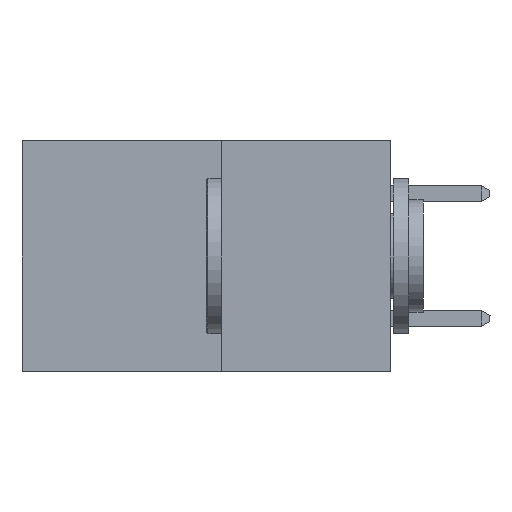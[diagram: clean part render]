
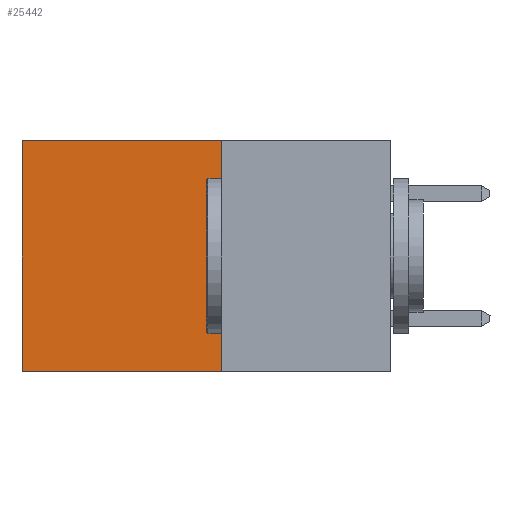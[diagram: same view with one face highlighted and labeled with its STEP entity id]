
A CAD part, left-side view. The second image highlights one B-rep face of the part: STEP entity #25442.
In plain terms, the highlighted planar face has unit normal (-1, 0, 0).
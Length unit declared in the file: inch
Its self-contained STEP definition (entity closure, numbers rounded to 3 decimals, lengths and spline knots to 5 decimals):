
#60 = CARTESIAN_POINT ( 'NONE',  ( 0.277, 0.27, -0.37 ) ) ;
#642 = EDGE_CURVE ( 'NONE', #6389, #16333, #1804, .T. ) ;
#1804 = LINE ( 'NONE', #17635, #26358 ) ;
#2456 = DIRECTION ( 'NONE',  ( 0., 1., 0. ) ) ;
#2478 = DIRECTION ( 'NONE',  ( 0., 0., -1. ) ) ;
#5668 = ORIENTED_EDGE ( 'NONE', *, *, #642, .T. ) ;
#6389 = VERTEX_POINT ( 'NONE', #22784 ) ;
#6528 = LINE ( 'NONE', #11945, #24749 ) ;
#8011 = CARTESIAN_POINT ( 'NONE',  ( 0.277, 0.27, 0. ) ) ;
#8301 = EDGE_LOOP ( 'NONE', ( #5668, #22505, #11513, #20344 ) ) ;
#11513 = ORIENTED_EDGE ( 'NONE', *, *, #30318, .F. ) ;
#11899 = DIRECTION ( 'NONE',  ( 0., 1., 0. ) ) ;
#11945 = CARTESIAN_POINT ( 'NONE',  ( 0.277, 0.27, 0. ) ) ;
#11968 = PLANE ( 'NONE',  #12423 ) ;
#12423 = AXIS2_PLACEMENT_3D ( 'NONE', #60, #16735, #2478 ) ;
#16333 = VERTEX_POINT ( 'NONE', #29216 ) ;
#16521 = CARTESIAN_POINT ( 'NONE',  ( 0.277, 0.27, -0.37 ) ) ;
#16735 = DIRECTION ( 'NONE',  ( 1., 0., 0. ) ) ;
#17602 = DIRECTION ( 'NONE',  ( 0., 0., -1. ) ) ;
#17635 = CARTESIAN_POINT ( 'NONE',  ( 0.277, 0.59, -0.37 ) ) ;
#18626 = VECTOR ( 'NONE', #23576, 39.37008 ) ;
#18698 = VERTEX_POINT ( 'NONE', #16521 ) ;
#20344 = ORIENTED_EDGE ( 'NONE', *, *, #27889, .T. ) ;
#22505 = ORIENTED_EDGE ( 'NONE', *, *, #22706, .F. ) ;
#22706 = EDGE_CURVE ( 'NONE', #18698, #16333, #30180, .T. ) ;
#22784 = CARTESIAN_POINT ( 'NONE',  ( 0.277, 0.59, 0. ) ) ;
#22944 = VERTEX_POINT ( 'NONE', #8011 ) ;
#23576 = DIRECTION ( 'NONE',  ( 0., 0., -1. ) ) ;
#23982 = VECTOR ( 'NONE', #11899, 39.37008 ) ;
#24749 = VECTOR ( 'NONE', #2456, 39.37008 ) ;
#24967 = LINE ( 'NONE', #30511, #18626 ) ;
#25442 = ADVANCED_FACE ( 'NONE', ( #26332 ), #11968, .F. ) ;
#26332 = FACE_OUTER_BOUND ( 'NONE', #8301, .T. ) ;
#26358 = VECTOR ( 'NONE', #17602, 39.37008 ) ;
#27889 = EDGE_CURVE ( 'NONE', #22944, #6389, #6528, .T. ) ;
#28440 = CARTESIAN_POINT ( 'NONE',  ( 0.277, 0.27, -0.37 ) ) ;
#29216 = CARTESIAN_POINT ( 'NONE',  ( 0.277, 0.59, -0.37 ) ) ;
#30180 = LINE ( 'NONE', #28440, #23982 ) ;
#30318 = EDGE_CURVE ( 'NONE', #22944, #18698, #24967, .T. ) ;
#30511 = CARTESIAN_POINT ( 'NONE',  ( 0.277, 0.27, -0.37 ) ) ;
